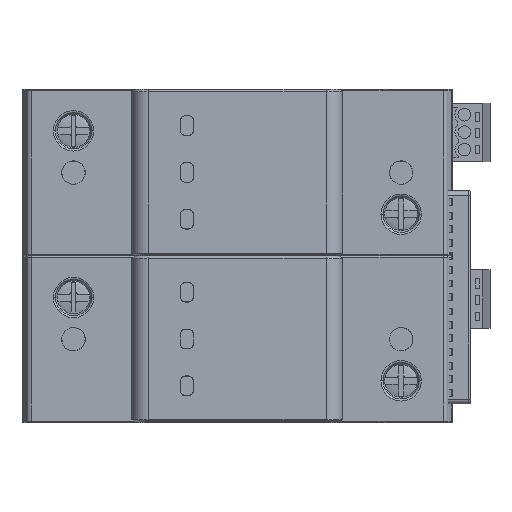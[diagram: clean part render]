
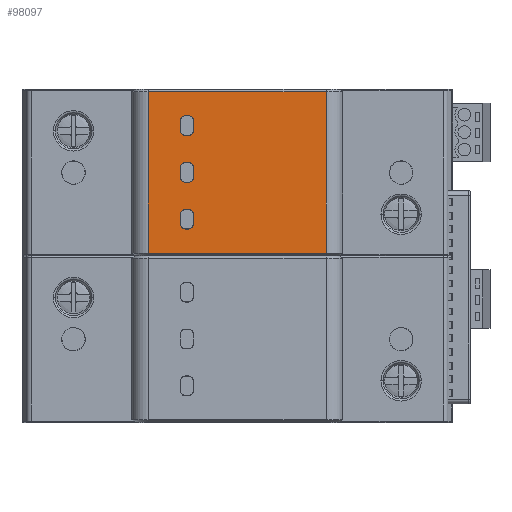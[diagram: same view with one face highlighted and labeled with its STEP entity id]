
A CAD part, top view. The second image highlights one B-rep face of the part: STEP entity #98097.
In plain terms, the highlighted planar face has unit normal (0, 0, 1).
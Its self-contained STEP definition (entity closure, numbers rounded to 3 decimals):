
#2540=DIRECTION('',(0.,-1.,0.));
#2541=VECTOR('',#2540,34.5);
#2542=CARTESIAN_POINT('',(25.8,70.55,31.607));
#2543=LINE('',#2542,#2541);
#2565=DIRECTION('',(-1.,0.,0.));
#2566=VECTOR('',#2565,38.);
#2567=CARTESIAN_POINT('',(63.8,70.55,31.607));
#2568=LINE('',#2567,#2566);
#19651=DIRECTION('',(1.,0.,0.));
#19652=VECTOR('',#19651,38.);
#19653=CARTESIAN_POINT('',(25.8,36.05,31.607));
#19654=LINE('',#19653,#19652);
#19655=CARTESIAN_POINT('',(33.7,52.2,31.607));
#19656=DIRECTION('',(0.,0.,1.));
#19657=DIRECTION('',(-1.,0.,0.));
#19658=AXIS2_PLACEMENT_3D('',#19655,#19656,#19657);
#19660=CARTESIAN_POINT('',(34.4,52.2,31.607));
#19661=DIRECTION('',(0.,0.,1.));
#19662=DIRECTION('',(0.,-1.,0.));
#19663=AXIS2_PLACEMENT_3D('',#19660,#19661,#19662);
#19665=CARTESIAN_POINT('',(34.4,54.4,31.607));
#19666=DIRECTION('',(0.,0.,1.));
#19667=DIRECTION('',(1.,0.,0.));
#19668=AXIS2_PLACEMENT_3D('',#19665,#19666,#19667);
#19670=CARTESIAN_POINT('',(33.7,54.4,31.607));
#19671=DIRECTION('',(0.,0.,1.));
#19672=DIRECTION('',(0.,1.,0.));
#19673=AXIS2_PLACEMENT_3D('',#19670,#19671,#19672);
#19675=CARTESIAN_POINT('',(33.7,42.2,31.607));
#19676=DIRECTION('',(0.,0.,1.));
#19677=DIRECTION('',(-1.,0.,0.));
#19678=AXIS2_PLACEMENT_3D('',#19675,#19676,#19677);
#19680=CARTESIAN_POINT('',(34.4,42.2,31.607));
#19681=DIRECTION('',(0.,0.,1.));
#19682=DIRECTION('',(0.,-1.,0.));
#19683=AXIS2_PLACEMENT_3D('',#19680,#19681,#19682);
#19685=CARTESIAN_POINT('',(34.4,44.4,31.607));
#19686=DIRECTION('',(0.,0.,1.));
#19687=DIRECTION('',(1.,0.,0.));
#19688=AXIS2_PLACEMENT_3D('',#19685,#19686,#19687);
#19690=CARTESIAN_POINT('',(33.7,44.4,31.607));
#19691=DIRECTION('',(0.,0.,1.));
#19692=DIRECTION('',(0.,1.,0.));
#19693=AXIS2_PLACEMENT_3D('',#19690,#19691,#19692);
#19695=CARTESIAN_POINT('',(33.7,62.2,31.607));
#19696=DIRECTION('',(0.,0.,1.));
#19697=DIRECTION('',(-1.,0.,0.));
#19698=AXIS2_PLACEMENT_3D('',#19695,#19696,#19697);
#19700=CARTESIAN_POINT('',(34.4,62.2,31.607));
#19701=DIRECTION('',(0.,0.,1.));
#19702=DIRECTION('',(0.,-1.,0.));
#19703=AXIS2_PLACEMENT_3D('',#19700,#19701,#19702);
#19705=CARTESIAN_POINT('',(34.4,64.4,31.607));
#19706=DIRECTION('',(0.,0.,1.));
#19707=DIRECTION('',(1.,0.,0.));
#19708=AXIS2_PLACEMENT_3D('',#19705,#19706,#19707);
#19710=CARTESIAN_POINT('',(33.7,64.4,31.607));
#19711=DIRECTION('',(0.,0.,1.));
#19712=DIRECTION('',(0.,1.,0.));
#19713=AXIS2_PLACEMENT_3D('',#19710,#19711,#19712);
#19715=DIRECTION('',(0.,1.,0.));
#19716=VECTOR('',#19715,34.5);
#19717=CARTESIAN_POINT('',(63.8,36.05,31.607));
#19718=LINE('',#19717,#19716);
#45872=DIRECTION('',(0.,1.,0.));
#45873=VECTOR('',#45872,2.2);
#45874=CARTESIAN_POINT('',(32.7,52.2,31.607));
#45875=LINE('',#45874,#45873);
#45903=DIRECTION('',(1.,0.,0.));
#45904=VECTOR('',#45903,0.7);
#45905=CARTESIAN_POINT('',(33.7,55.4,31.607));
#45906=LINE('',#45905,#45904);
#45934=DIRECTION('',(0.,-1.,0.));
#45935=VECTOR('',#45934,2.2);
#45936=CARTESIAN_POINT('',(35.4,54.4,31.607));
#45937=LINE('',#45936,#45935);
#45965=DIRECTION('',(-1.,0.,0.));
#45966=VECTOR('',#45965,0.7);
#45967=CARTESIAN_POINT('',(34.4,51.2,31.607));
#45968=LINE('',#45967,#45966);
#46032=DIRECTION('',(0.,1.,0.));
#46033=VECTOR('',#46032,2.2);
#46034=CARTESIAN_POINT('',(32.7,42.2,31.607));
#46035=LINE('',#46034,#46033);
#46063=DIRECTION('',(1.,0.,0.));
#46064=VECTOR('',#46063,0.7);
#46065=CARTESIAN_POINT('',(33.7,45.4,31.607));
#46066=LINE('',#46065,#46064);
#46094=DIRECTION('',(0.,-1.,0.));
#46095=VECTOR('',#46094,2.2);
#46096=CARTESIAN_POINT('',(35.4,44.4,31.607));
#46097=LINE('',#46096,#46095);
#46125=DIRECTION('',(-1.,0.,0.));
#46126=VECTOR('',#46125,0.7);
#46127=CARTESIAN_POINT('',(34.4,41.2,31.607));
#46128=LINE('',#46127,#46126);
#46192=DIRECTION('',(0.,1.,0.));
#46193=VECTOR('',#46192,2.2);
#46194=CARTESIAN_POINT('',(32.7,62.2,31.607));
#46195=LINE('',#46194,#46193);
#46223=DIRECTION('',(1.,0.,0.));
#46224=VECTOR('',#46223,0.7);
#46225=CARTESIAN_POINT('',(33.7,65.4,31.607));
#46226=LINE('',#46225,#46224);
#46254=DIRECTION('',(0.,-1.,0.));
#46255=VECTOR('',#46254,2.2);
#46256=CARTESIAN_POINT('',(35.4,64.4,31.607));
#46257=LINE('',#46256,#46255);
#46285=DIRECTION('',(-1.,0.,0.));
#46286=VECTOR('',#46285,0.7);
#46287=CARTESIAN_POINT('',(34.4,61.2,31.607));
#46288=LINE('',#46287,#46286);
#68802=CARTESIAN_POINT('',(25.8,36.05,31.607));
#68803=VERTEX_POINT('',#68802);
#68804=CARTESIAN_POINT('',(63.8,36.05,31.607));
#68805=VERTEX_POINT('',#68804);
#68834=CARTESIAN_POINT('',(63.8,70.55,31.607));
#68835=VERTEX_POINT('',#68834);
#68836=CARTESIAN_POINT('',(25.8,70.55,31.607));
#68837=VERTEX_POINT('',#68836);
#68838=CARTESIAN_POINT('',(32.7,52.2,31.607));
#68839=CARTESIAN_POINT('',(32.7,54.4,31.607));
#68840=VERTEX_POINT('',#68838);
#68841=VERTEX_POINT('',#68839);
#68842=CARTESIAN_POINT('',(33.7,51.2,31.607));
#68843=VERTEX_POINT('',#68842);
#68844=CARTESIAN_POINT('',(34.4,51.2,31.607));
#68845=VERTEX_POINT('',#68844);
#68846=CARTESIAN_POINT('',(35.4,52.2,31.607));
#68847=VERTEX_POINT('',#68846);
#68848=CARTESIAN_POINT('',(35.4,54.4,31.607));
#68849=VERTEX_POINT('',#68848);
#68850=CARTESIAN_POINT('',(34.4,55.4,31.607));
#68851=VERTEX_POINT('',#68850);
#68852=CARTESIAN_POINT('',(33.7,55.4,31.607));
#68853=VERTEX_POINT('',#68852);
#68854=CARTESIAN_POINT('',(32.7,42.2,31.607));
#68855=CARTESIAN_POINT('',(32.7,44.4,31.607));
#68856=VERTEX_POINT('',#68854);
#68857=VERTEX_POINT('',#68855);
#68858=CARTESIAN_POINT('',(33.7,41.2,31.607));
#68859=VERTEX_POINT('',#68858);
#68860=CARTESIAN_POINT('',(34.4,41.2,31.607));
#68861=VERTEX_POINT('',#68860);
#68862=CARTESIAN_POINT('',(35.4,42.2,31.607));
#68863=VERTEX_POINT('',#68862);
#68864=CARTESIAN_POINT('',(35.4,44.4,31.607));
#68865=VERTEX_POINT('',#68864);
#68866=CARTESIAN_POINT('',(34.4,45.4,31.607));
#68867=VERTEX_POINT('',#68866);
#68868=CARTESIAN_POINT('',(33.7,45.4,31.607));
#68869=VERTEX_POINT('',#68868);
#68870=CARTESIAN_POINT('',(32.7,62.2,31.607));
#68871=CARTESIAN_POINT('',(32.7,64.4,31.607));
#68872=VERTEX_POINT('',#68870);
#68873=VERTEX_POINT('',#68871);
#68874=CARTESIAN_POINT('',(33.7,61.2,31.607));
#68875=VERTEX_POINT('',#68874);
#68876=CARTESIAN_POINT('',(34.4,61.2,31.607));
#68877=VERTEX_POINT('',#68876);
#68878=CARTESIAN_POINT('',(35.4,62.2,31.607));
#68879=VERTEX_POINT('',#68878);
#68880=CARTESIAN_POINT('',(35.4,64.4,31.607));
#68881=VERTEX_POINT('',#68880);
#68882=CARTESIAN_POINT('',(34.4,65.4,31.607));
#68883=VERTEX_POINT('',#68882);
#68884=CARTESIAN_POINT('',(33.7,65.4,31.607));
#68885=VERTEX_POINT('',#68884);
#98031=CARTESIAN_POINT('',(44.8,53.3,31.607));
#98032=DIRECTION('',(0.,0.,1.));
#98033=DIRECTION('',(-1.,0.,0.));
#98034=AXIS2_PLACEMENT_3D('',#98031,#98032,#98033);
#98035=PLANE('',#98034);
#98036=ORIENTED_EDGE('',*,*,#74868,.F.);
#98037=ORIENTED_EDGE('',*,*,#74908,.F.);
#98039=ORIENTED_EDGE('',*,*,#98038,.F.);
#98040=ORIENTED_EDGE('',*,*,#98024,.F.);
#98041=EDGE_LOOP('',(#98036,#98037,#98039,#98040));
#98042=FACE_OUTER_BOUND('',#98041,.F.);
#98044=ORIENTED_EDGE('',*,*,#98043,.F.);
#98046=ORIENTED_EDGE('',*,*,#98045,.T.);
#98048=ORIENTED_EDGE('',*,*,#98047,.F.);
#98050=ORIENTED_EDGE('',*,*,#98049,.T.);
#98052=ORIENTED_EDGE('',*,*,#98051,.F.);
#98054=ORIENTED_EDGE('',*,*,#98053,.T.);
#98056=ORIENTED_EDGE('',*,*,#98055,.F.);
#98058=ORIENTED_EDGE('',*,*,#98057,.T.);
#98059=EDGE_LOOP('',(#98044,#98046,#98048,#98050,#98052,#98054,#98056,#98058));
#98060=FACE_BOUND('',#98059,.F.);
#98062=ORIENTED_EDGE('',*,*,#98061,.F.);
#98064=ORIENTED_EDGE('',*,*,#98063,.T.);
#98066=ORIENTED_EDGE('',*,*,#98065,.F.);
#98068=ORIENTED_EDGE('',*,*,#98067,.T.);
#98070=ORIENTED_EDGE('',*,*,#98069,.F.);
#98072=ORIENTED_EDGE('',*,*,#98071,.T.);
#98074=ORIENTED_EDGE('',*,*,#98073,.F.);
#98076=ORIENTED_EDGE('',*,*,#98075,.T.);
#98077=EDGE_LOOP('',(#98062,#98064,#98066,#98068,#98070,#98072,#98074,#98076));
#98078=FACE_BOUND('',#98077,.F.);
#98080=ORIENTED_EDGE('',*,*,#98079,.F.);
#98082=ORIENTED_EDGE('',*,*,#98081,.T.);
#98084=ORIENTED_EDGE('',*,*,#98083,.F.);
#98086=ORIENTED_EDGE('',*,*,#98085,.T.);
#98088=ORIENTED_EDGE('',*,*,#98087,.F.);
#98090=ORIENTED_EDGE('',*,*,#98089,.T.);
#98092=ORIENTED_EDGE('',*,*,#98091,.F.);
#98094=ORIENTED_EDGE('',*,*,#98093,.T.);
#98095=EDGE_LOOP('',(#98080,#98082,#98084,#98086,#98088,#98090,#98092,#98094));
#98096=FACE_BOUND('',#98095,.F.);
#98097=ADVANCED_FACE('',(#98042,#98060,#98078,#98096),#98035,.T.);
#19659=CIRCLE('',#19658,1.);
#19664=CIRCLE('',#19663,1.);
#19669=CIRCLE('',#19668,1.);
#19674=CIRCLE('',#19673,1.);
#19679=CIRCLE('',#19678,1.);
#19684=CIRCLE('',#19683,1.);
#19689=CIRCLE('',#19688,1.);
#19694=CIRCLE('',#19693,1.);
#19699=CIRCLE('',#19698,1.);
#19704=CIRCLE('',#19703,1.);
#19709=CIRCLE('',#19708,1.);
#19714=CIRCLE('',#19713,1.);
#74868=EDGE_CURVE('',#68837,#68803,#2543,.T.);
#74908=EDGE_CURVE('',#68835,#68837,#2568,.T.);
#98024=EDGE_CURVE('',#68803,#68805,#19654,.T.);
#98038=EDGE_CURVE('',#68805,#68835,#19718,.T.);
#98043=EDGE_CURVE('',#68840,#68841,#45875,.T.);
#98045=EDGE_CURVE('',#68840,#68843,#19659,.T.);
#98047=EDGE_CURVE('',#68845,#68843,#45968,.T.);
#98049=EDGE_CURVE('',#68845,#68847,#19664,.T.);
#98051=EDGE_CURVE('',#68849,#68847,#45937,.T.);
#98053=EDGE_CURVE('',#68849,#68851,#19669,.T.);
#98055=EDGE_CURVE('',#68853,#68851,#45906,.T.);
#98057=EDGE_CURVE('',#68853,#68841,#19674,.T.);
#98061=EDGE_CURVE('',#68856,#68857,#46035,.T.);
#98063=EDGE_CURVE('',#68856,#68859,#19679,.T.);
#98065=EDGE_CURVE('',#68861,#68859,#46128,.T.);
#98067=EDGE_CURVE('',#68861,#68863,#19684,.T.);
#98069=EDGE_CURVE('',#68865,#68863,#46097,.T.);
#98071=EDGE_CURVE('',#68865,#68867,#19689,.T.);
#98073=EDGE_CURVE('',#68869,#68867,#46066,.T.);
#98075=EDGE_CURVE('',#68869,#68857,#19694,.T.);
#98079=EDGE_CURVE('',#68872,#68873,#46195,.T.);
#98081=EDGE_CURVE('',#68872,#68875,#19699,.T.);
#98083=EDGE_CURVE('',#68877,#68875,#46288,.T.);
#98085=EDGE_CURVE('',#68877,#68879,#19704,.T.);
#98087=EDGE_CURVE('',#68881,#68879,#46257,.T.);
#98089=EDGE_CURVE('',#68881,#68883,#19709,.T.);
#98091=EDGE_CURVE('',#68885,#68883,#46226,.T.);
#98093=EDGE_CURVE('',#68885,#68873,#19714,.T.);
